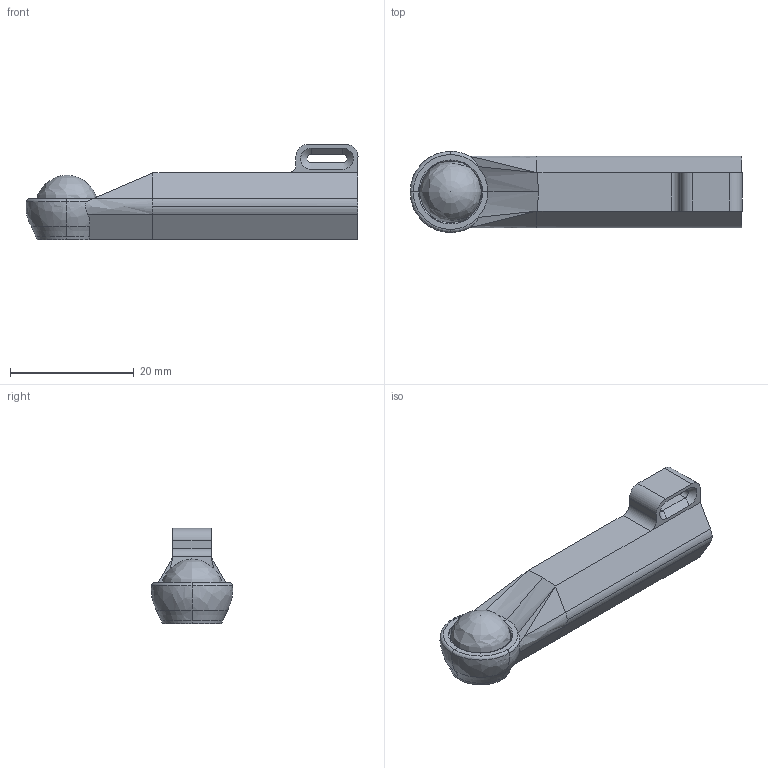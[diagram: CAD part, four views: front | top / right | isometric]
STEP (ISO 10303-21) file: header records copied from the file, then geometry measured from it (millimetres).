
FILE_DESCRIPTION(/* description */ (''),/* implementation_level */ '2;1');
FILE_NAME(/* name */ 'Logka_D-8mm(10mm-Ball)',/* time_stamp */ '2021-09-11T11:47:25+03:00',/* author */ (''),/* organization */ (''),/* preprocessor_version */ 'ST-DEVELOPER v16.5',/* originating_system */ '',/* authorisation */ '');
FILE_SCHEMA (('AUTOMOTIVE_DESIGN_CC2'));
Length unit declared in the file: millimetre
Products named in the file (1): Document
Bounding box: 53.55 x 13.12 x 15.38 mm (x, y, z)
Volume: 3320.9 mm3; surface area: 3468 mm2
Topology: 2 solids, 2 shells, 140 faces, 388 edges, 241 vertices
Faces by surface type: bspline 96, plane 44
Entity records: 9381 total; most frequent: CARTESIAN_POINT 7227, ORIENTED_EDGE 754, EDGE_CURVE 377, VERTEX_POINT 240, B_SPLINE_CURVE_WITH_KNOTS 166, EDGE_LOOP 143, ADVANCED_FACE 140, FACE_OUTER_BOUND 140
